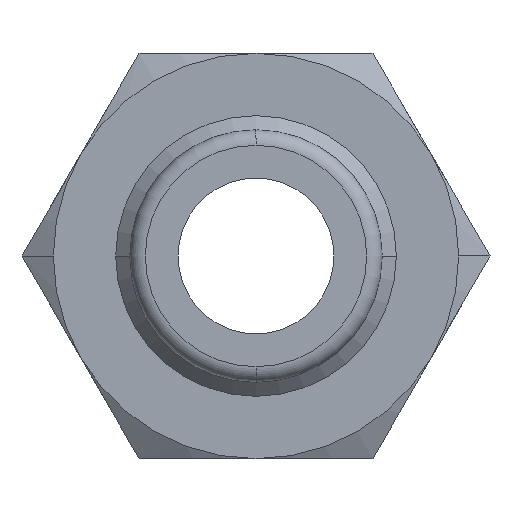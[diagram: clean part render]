
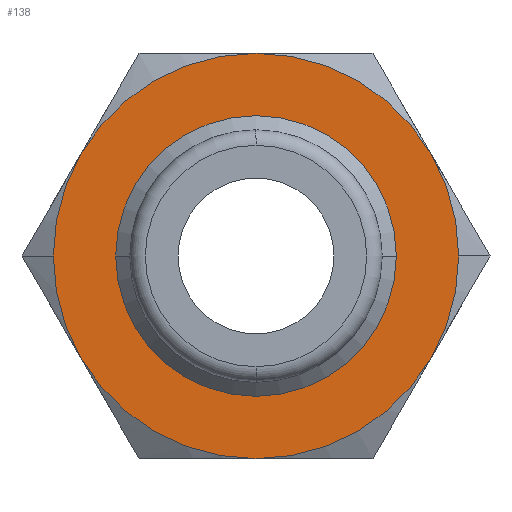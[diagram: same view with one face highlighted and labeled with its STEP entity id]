
A CAD part, front view. The second image highlights one B-rep face of the part: STEP entity #138.
In plain terms, the highlighted planar face has unit normal (0, -1, 0).
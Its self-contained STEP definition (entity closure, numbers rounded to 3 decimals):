
#138=ADVANCED_FACE('',(#285,#286),#287,.T.);
#285=FACE_OUTER_BOUND('',#440,.T.);
#286=FACE_BOUND('',#441,.T.);
#287=PLANE('',#442);
#440=EDGE_LOOP('',(#756,#757,#758,#759,#760,#761,#762,#763));
#441=EDGE_LOOP('',(#764,#765));
#442=AXIS2_PLACEMENT_3D('',#766,#767,#768);
#756=ORIENTED_EDGE('',*,*,#964,.F.);
#757=ORIENTED_EDGE('',*,*,#924,.F.);
#758=ORIENTED_EDGE('',*,*,#922,.F.);
#759=ORIENTED_EDGE('',*,*,#967,.F.);
#760=ORIENTED_EDGE('',*,*,#1013,.F.);
#761=ORIENTED_EDGE('',*,*,#1014,.F.);
#762=ORIENTED_EDGE('',*,*,#970,.F.);
#763=ORIENTED_EDGE('',*,*,#1015,.F.);
#764=ORIENTED_EDGE('',*,*,#1016,.F.);
#765=ORIENTED_EDGE('',*,*,#907,.F.);
#766=CARTESIAN_POINT('',(3.25,14.0,0.0));
#767=DIRECTION('',(-0.0,-1.0,-0.0));
#768=DIRECTION('',(-1.0,0.0,0.0));
#907=EDGE_CURVE('',#1071,#1073,#1074,.T.);
#922=EDGE_CURVE('',#1095,#1060,#1097,.T.);
#924=EDGE_CURVE('',#1060,#1099,#1100,.T.);
#964=EDGE_CURVE('',#1099,#1158,#1161,.T.);
#967=EDGE_CURVE('',#1164,#1095,#1166,.T.);
#970=EDGE_CURVE('',#1116,#1083,#1169,.T.);
#1013=EDGE_CURVE('',#1222,#1164,#1223,.T.);
#1014=EDGE_CURVE('',#1083,#1222,#1224,.T.);
#1015=EDGE_CURVE('',#1158,#1116,#1225,.T.);
#1016=EDGE_CURVE('',#1073,#1071,#1226,.T.);
#1060=VERTEX_POINT('',#1306);
#1071=VERTEX_POINT('',#1352);
#1073=VERTEX_POINT('',#1355);
#1074=CIRCLE('',#1356,4.5);
#1083=VERTEX_POINT('',#1366);
#1095=VERTEX_POINT('',#1424);
#1097=CIRCLE('',#1437,6.5);
#1099=VERTEX_POINT('',#1439);
#1100=CIRCLE('',#1440,6.5);
#1116=VERTEX_POINT('',#1480);
#1158=VERTEX_POINT('',#1585);
#1161=CIRCLE('',#1600,6.5);
#1164=VERTEX_POINT('',#1603);
#1166=CIRCLE('',#1606,6.5);
#1169=CIRCLE('',#1620,6.5);
#1222=VERTEX_POINT('',#1704);
#1223=CIRCLE('',#1705,6.5);
#1224=CIRCLE('',#1706,6.5);
#1225=CIRCLE('',#1707,6.5);
#1226=CIRCLE('',#1708,4.5);
#1306=CARTESIAN_POINT('',(0.,14.0,6.5));
#1352=CARTESIAN_POINT('',(4.5,14.0,0.));
#1355=CARTESIAN_POINT('',(-4.5,14.0,0.));
#1356=AXIS2_PLACEMENT_3D('',#1769,#1770,#1771);
#1366=CARTESIAN_POINT('',(0.0,14.0,-6.5));
#1424=CARTESIAN_POINT('',(-5.629,14.0,3.25));
#1437=AXIS2_PLACEMENT_3D('',#1784,#1785,#1786);
#1439=CARTESIAN_POINT('',(5.629,14.0,3.25));
#1440=AXIS2_PLACEMENT_3D('',#1787,#1788,#1789);
#1480=CARTESIAN_POINT('',(5.629,14.0,-3.25));
#1585=CARTESIAN_POINT('',(6.5,14.0,0.));
#1600=AXIS2_PLACEMENT_3D('',#1834,#1835,#1836);
#1603=CARTESIAN_POINT('',(-6.5,14.0,0.));
#1606=AXIS2_PLACEMENT_3D('',#1838,#1839,#1840);
#1620=AXIS2_PLACEMENT_3D('',#1841,#1842,#1843);
#1704=CARTESIAN_POINT('',(-5.629,14.0,-3.25));
#1705=AXIS2_PLACEMENT_3D('',#1904,#1905,#1906);
#1706=AXIS2_PLACEMENT_3D('',#1907,#1908,#1909);
#1707=AXIS2_PLACEMENT_3D('',#1910,#1911,#1912);
#1708=AXIS2_PLACEMENT_3D('',#1913,#1914,#1915);
#1769=CARTESIAN_POINT('',(0.0,14.0,0.0));
#1770=DIRECTION('',(0.0,-1.0,0.0));
#1771=DIRECTION('',(1.0,0.0,0.0));
#1784=CARTESIAN_POINT('',(0.0,14.0,0.0));
#1785=DIRECTION('',(-0.0,1.0,0.0));
#1786=DIRECTION('',(1.0,0.0,0.0));
#1787=CARTESIAN_POINT('',(0.0,14.0,0.0));
#1788=DIRECTION('',(-0.0,1.0,0.0));
#1789=DIRECTION('',(1.0,0.0,0.0));
#1834=CARTESIAN_POINT('',(0.0,14.0,0.0));
#1835=DIRECTION('',(-0.0,1.0,0.0));
#1836=DIRECTION('',(1.0,0.0,0.0));
#1838=CARTESIAN_POINT('',(0.0,14.0,0.0));
#1839=DIRECTION('',(-0.0,1.0,0.0));
#1840=DIRECTION('',(1.0,0.0,0.0));
#1841=CARTESIAN_POINT('',(0.0,14.0,0.0));
#1842=DIRECTION('',(-0.0,1.0,0.0));
#1843=DIRECTION('',(1.0,0.0,0.0));
#1904=CARTESIAN_POINT('',(0.0,14.0,0.0));
#1905=DIRECTION('',(-0.0,1.0,0.0));
#1906=DIRECTION('',(1.0,0.0,0.0));
#1907=CARTESIAN_POINT('',(0.0,14.0,0.0));
#1908=DIRECTION('',(-0.0,1.0,0.0));
#1909=DIRECTION('',(1.0,0.0,0.0));
#1910=CARTESIAN_POINT('',(0.0,14.0,0.0));
#1911=DIRECTION('',(-0.0,1.0,0.0));
#1912=DIRECTION('',(1.0,0.0,0.0));
#1913=CARTESIAN_POINT('',(0.0,14.0,0.0));
#1914=DIRECTION('',(0.0,-1.0,0.0));
#1915=DIRECTION('',(1.0,0.0,0.0));
